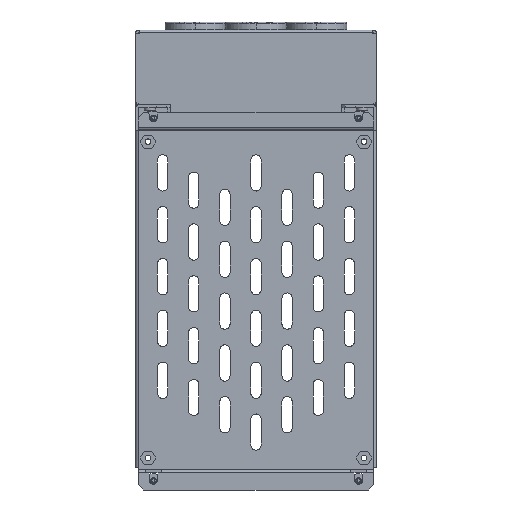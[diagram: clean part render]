
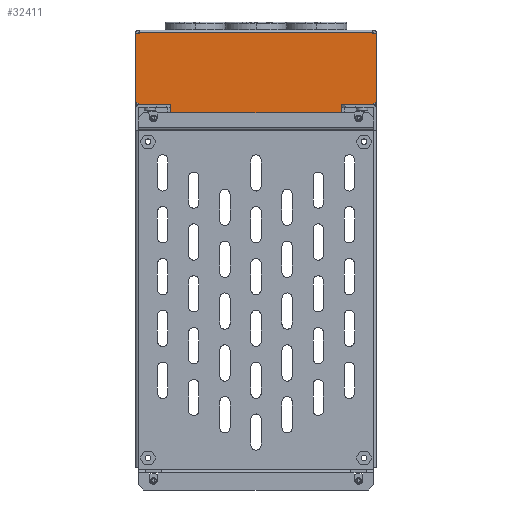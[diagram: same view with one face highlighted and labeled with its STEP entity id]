
A CAD part, front view. The second image highlights one B-rep face of the part: STEP entity #32411.
In plain terms, the highlighted planar face has unit normal (0, -1, 0).
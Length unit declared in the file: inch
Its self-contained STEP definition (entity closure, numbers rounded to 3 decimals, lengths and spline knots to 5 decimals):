
#637 = LINE ( 'NONE', #16078, #26798 ) ;
#2408 = VECTOR ( 'NONE', #10635, 39.37008 ) ;
#2834 = EDGE_CURVE ( 'NONE', #15437, #20059, #35883, .T. ) ;
#3872 = LINE ( 'NONE', #19073, #23620 ) ;
#4082 = DIRECTION ( 'NONE',  ( 0., 0., -1. ) ) ;
#4371 = CARTESIAN_POINT ( 'NONE',  ( 2.74016, 2.87795, 0.73228 ) ) ;
#4625 = LINE ( 'NONE', #12706, #39642 ) ;
#5267 = VECTOR ( 'NONE', #43491, 39.37008 ) ;
#6836 = CARTESIAN_POINT ( 'NONE',  ( 2.74016, 2.87795, 2.26772 ) ) ;
#6913 = DIRECTION ( 'NONE',  ( 0., 0., -1. ) ) ;
#8096 = VECTOR ( 'NONE', #4082, 39.37008 ) ;
#8638 = VERTEX_POINT ( 'NONE', #23581 ) ;
#8883 = EDGE_CURVE ( 'NONE', #12628, #48056, #18721, .T. ) ;
#10079 = VERTEX_POINT ( 'NONE', #22581 ) ;
#10332 = CARTESIAN_POINT ( 'NONE',  ( -2.74016, 2.87795, 0.73228 ) ) ;
#10635 = DIRECTION ( 'NONE',  ( 1., 0., 0. ) ) ;
#10843 = CARTESIAN_POINT ( 'NONE',  ( -2.66142, 2.87795, 2.26772 ) ) ;
#11131 = DIRECTION ( 'NONE',  ( 0., 0., 1. ) ) ;
#12161 = LINE ( 'NONE', #42796, #8096 ) ;
#12589 = CARTESIAN_POINT ( 'NONE',  ( 1.94488, 2.87795, 0.65354 ) ) ;
#12628 = VERTEX_POINT ( 'NONE', #40217 ) ;
#12706 = CARTESIAN_POINT ( 'NONE',  ( 2.66142, 2.87795, 0.65354 ) ) ;
#12886 = CARTESIAN_POINT ( 'NONE',  ( 0., 2.87795, 0.02362 ) ) ;
#12915 = VECTOR ( 'NONE', #40475, 39.37008 ) ;
#13804 = VECTOR ( 'NONE', #15664, 39.37008 ) ;
#13812 = VERTEX_POINT ( 'NONE', #24800 ) ;
#14012 = VERTEX_POINT ( 'NONE', #10843 ) ;
#14181 = EDGE_CURVE ( 'NONE', #14012, #13812, #30851, .T. ) ;
#14239 = ORIENTED_EDGE ( 'NONE', *, *, #24738, .T. ) ;
#14606 = EDGE_CURVE ( 'NONE', #13812, #24074, #637, .T. ) ;
#14709 = ORIENTED_EDGE ( 'NONE', *, *, #19447, .T. ) ;
#14894 = DIRECTION ( 'NONE',  ( 0.707, 0., -0.707 ) ) ;
#15437 = VERTEX_POINT ( 'NONE', #26406 ) ;
#15664 = DIRECTION ( 'NONE',  ( 0.707, 0., 0.707 ) ) ;
#16078 = CARTESIAN_POINT ( 'NONE',  ( -2.74016, 2.87795, 2.34646 ) ) ;
#16100 = EDGE_CURVE ( 'NONE', #16435, #15437, #35927, .T. ) ;
#16193 = VERTEX_POINT ( 'NONE', #40964 ) ;
#16435 = VERTEX_POINT ( 'NONE', #17139 ) ;
#16778 = CARTESIAN_POINT ( 'NONE',  ( 0., 2.87795, 0.65354 ) ) ;
#16883 = CARTESIAN_POINT ( 'NONE',  ( 1.94488, 2.87795, 0.10236 ) ) ;
#17139 = CARTESIAN_POINT ( 'NONE',  ( -1.86614, 2.87795, 0.02362 ) ) ;
#17435 = ORIENTED_EDGE ( 'NONE', *, *, #41150, .T. ) ;
#18095 = EDGE_CURVE ( 'NONE', #10079, #26113, #4625, .T. ) ;
#18129 = ORIENTED_EDGE ( 'NONE', *, *, #47258, .T. ) ;
#18244 = CARTESIAN_POINT ( 'NONE',  ( -2.74016, 2.87795, 0.73228 ) ) ;
#18263 = ORIENTED_EDGE ( 'NONE', *, *, #39466, .T. ) ;
#18721 = LINE ( 'NONE', #29856, #27416 ) ;
#18910 = ORIENTED_EDGE ( 'NONE', *, *, #37134, .T. ) ;
#19073 = CARTESIAN_POINT ( 'NONE',  ( 2.66142, 2.87795, 2.34646 ) ) ;
#19447 = EDGE_CURVE ( 'NONE', #16193, #12628, #3872, .T. ) ;
#19717 = CARTESIAN_POINT ( 'NONE',  ( 0., 2.87795, 2.26772 ) ) ;
#19734 = EDGE_CURVE ( 'NONE', #24074, #23685, #49825, .T. ) ;
#20059 = VERTEX_POINT ( 'NONE', #16883 ) ;
#20823 = ORIENTED_EDGE ( 'NONE', *, *, #16100, .T. ) ;
#20973 = LINE ( 'NONE', #32618, #5267 ) ;
#21946 = EDGE_CURVE ( 'NONE', #8638, #16435, #43930, .T. ) ;
#22581 = CARTESIAN_POINT ( 'NONE',  ( 2.66142, 2.87795, 0.65354 ) ) ;
#23581 = CARTESIAN_POINT ( 'NONE',  ( -1.94488, 2.87795, 0.10236 ) ) ;
#23620 = VECTOR ( 'NONE', #42347, 39.37008 ) ;
#23685 = VERTEX_POINT ( 'NONE', #49430 ) ;
#23876 = DIRECTION ( 'NONE',  ( 0.707, 0., 0.707 ) ) ;
#24059 = EDGE_CURVE ( 'NONE', #26113, #48210, #45828, .T. ) ;
#24074 = VERTEX_POINT ( 'NONE', #18244 ) ;
#24271 = CARTESIAN_POINT ( 'NONE',  ( 1.94488, 2.87795, 2.34646 ) ) ;
#24361 = ORIENTED_EDGE ( 'NONE', *, *, #19734, .T. ) ;
#24738 = EDGE_CURVE ( 'NONE', #48056, #14012, #38294, .T. ) ;
#24800 = CARTESIAN_POINT ( 'NONE',  ( -2.74016, 2.87795, 2.26772 ) ) ;
#25560 = VECTOR ( 'NONE', #6913, 39.37008 ) ;
#25965 = DIRECTION ( 'NONE',  ( 0., 0., 1. ) ) ;
#26113 = VERTEX_POINT ( 'NONE', #4371 ) ;
#26406 = CARTESIAN_POINT ( 'NONE',  ( 1.86614, 2.87795, 0.02362 ) ) ;
#26798 = VECTOR ( 'NONE', #46977, 39.37008 ) ;
#27416 = VECTOR ( 'NONE', #45296, 39.37008 ) ;
#27779 = ORIENTED_EDGE ( 'NONE', *, *, #32846, .T. ) ;
#27989 = ORIENTED_EDGE ( 'NONE', *, *, #8883, .T. ) ;
#28178 = DIRECTION ( 'NONE',  ( 1., 0., 0. ) ) ;
#28961 = EDGE_LOOP ( 'NONE', ( #46080, #24361, #18263, #18910, #33012, #20823, #35773, #27779, #17435, #48905, #35738, #18129, #14709, #27989, #14239, #40415 ) ) ;
#29388 = CARTESIAN_POINT ( 'NONE',  ( -2.66142, 2.87795, 2.28346 ) ) ;
#29856 = CARTESIAN_POINT ( 'NONE',  ( 0., 2.87795, 2.28346 ) ) ;
#29887 = LINE ( 'NONE', #45582, #2408 ) ;
#30389 = CARTESIAN_POINT ( 'NONE',  ( 2.74016, 2.87795, 2.34646 ) ) ;
#30851 = LINE ( 'NONE', #19717, #35632 ) ;
#31847 = CARTESIAN_POINT ( 'NONE',  ( 1.86614, 2.87795, 0.02362 ) ) ;
#31980 = DIRECTION ( 'NONE',  ( 0., 0., -1. ) ) ;
#32040 = AXIS2_PLACEMENT_3D ( 'NONE', #43863, #36262, #31980 ) ;
#32411 = ADVANCED_FACE ( 'NONE', ( #44115 ), #43130, .T. ) ;
#32618 = CARTESIAN_POINT ( 'NONE',  ( 0., 2.87795, 2.26772 ) ) ;
#32846 = EDGE_CURVE ( 'NONE', #20059, #43463, #32876, .T. ) ;
#32876 = LINE ( 'NONE', #24271, #34401 ) ;
#32985 = LINE ( 'NONE', #16778, #41240 ) ;
#33012 = ORIENTED_EDGE ( 'NONE', *, *, #21946, .T. ) ;
#34401 = VECTOR ( 'NONE', #25965, 39.37008 ) ;
#35171 = VECTOR ( 'NONE', #11131, 39.37008 ) ;
#35632 = VECTOR ( 'NONE', #46291, 39.37008 ) ;
#35738 = ORIENTED_EDGE ( 'NONE', *, *, #24059, .T. ) ;
#35773 = ORIENTED_EDGE ( 'NONE', *, *, #2834, .T. ) ;
#35883 = LINE ( 'NONE', #31847, #13804 ) ;
#35927 = LINE ( 'NONE', #12886, #12915 ) ;
#36262 = DIRECTION ( 'NONE',  ( 0., -1., 0. ) ) ;
#36587 = CARTESIAN_POINT ( 'NONE',  ( -1.94488, 2.87795, 0.10236 ) ) ;
#37134 = EDGE_CURVE ( 'NONE', #49726, #8638, #12161, .T. ) ;
#37540 = CARTESIAN_POINT ( 'NONE',  ( -2.66142, 2.87795, 2.34646 ) ) ;
#38157 = CARTESIAN_POINT ( 'NONE',  ( -1.94488, 2.87795, 0.65354 ) ) ;
#38294 = LINE ( 'NONE', #37540, #25560 ) ;
#39466 = EDGE_CURVE ( 'NONE', #23685, #49726, #32985, .T. ) ;
#39642 = VECTOR ( 'NONE', #23876, 39.37008 ) ;
#40217 = CARTESIAN_POINT ( 'NONE',  ( 2.66142, 2.87795, 2.28346 ) ) ;
#40415 = ORIENTED_EDGE ( 'NONE', *, *, #14181, .T. ) ;
#40475 = DIRECTION ( 'NONE',  ( 1., 0., 0. ) ) ;
#40964 = CARTESIAN_POINT ( 'NONE',  ( 2.66142, 2.87795, 2.26772 ) ) ;
#41150 = EDGE_CURVE ( 'NONE', #43463, #10079, #29887, .T. ) ;
#41240 = VECTOR ( 'NONE', #28178, 39.37008 ) ;
#42347 = DIRECTION ( 'NONE',  ( 0., 0., 1. ) ) ;
#42796 = CARTESIAN_POINT ( 'NONE',  ( -1.94488, 2.87795, 2.34646 ) ) ;
#43130 = PLANE ( 'NONE',  #32040 ) ;
#43463 = VERTEX_POINT ( 'NONE', #12589 ) ;
#43491 = DIRECTION ( 'NONE',  ( -1., 0., 0. ) ) ;
#43863 = CARTESIAN_POINT ( 'NONE',  ( 0., 2.87795, 2.34646 ) ) ;
#43930 = LINE ( 'NONE', #36587, #44704 ) ;
#44115 = FACE_OUTER_BOUND ( 'NONE', #28961, .T. ) ;
#44178 = DIRECTION ( 'NONE',  ( 0.707, 0., -0.707 ) ) ;
#44641 = VECTOR ( 'NONE', #14894, 39.37008 ) ;
#44704 = VECTOR ( 'NONE', #44178, 39.37008 ) ;
#45296 = DIRECTION ( 'NONE',  ( -1., 0., 0. ) ) ;
#45582 = CARTESIAN_POINT ( 'NONE',  ( 0., 2.87795, 0.65354 ) ) ;
#45828 = LINE ( 'NONE', #30389, #35171 ) ;
#46080 = ORIENTED_EDGE ( 'NONE', *, *, #14606, .T. ) ;
#46291 = DIRECTION ( 'NONE',  ( -1., 0., 0. ) ) ;
#46977 = DIRECTION ( 'NONE',  ( 0., 0., -1. ) ) ;
#47258 = EDGE_CURVE ( 'NONE', #48210, #16193, #20973, .T. ) ;
#48056 = VERTEX_POINT ( 'NONE', #29388 ) ;
#48210 = VERTEX_POINT ( 'NONE', #6836 ) ;
#48905 = ORIENTED_EDGE ( 'NONE', *, *, #18095, .T. ) ;
#49430 = CARTESIAN_POINT ( 'NONE',  ( -2.66142, 2.87795, 0.65354 ) ) ;
#49726 = VERTEX_POINT ( 'NONE', #38157 ) ;
#49825 = LINE ( 'NONE', #10332, #44641 ) ;
